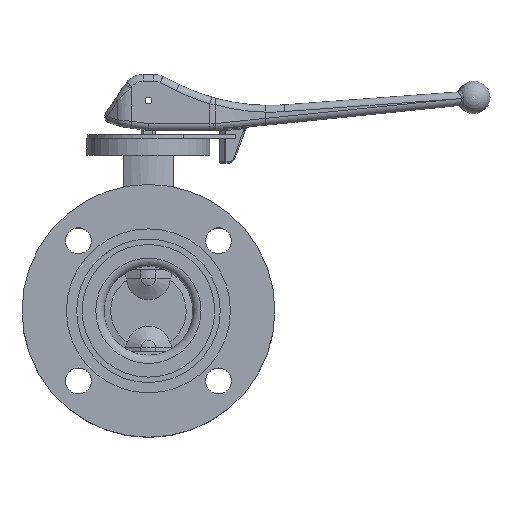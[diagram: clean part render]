
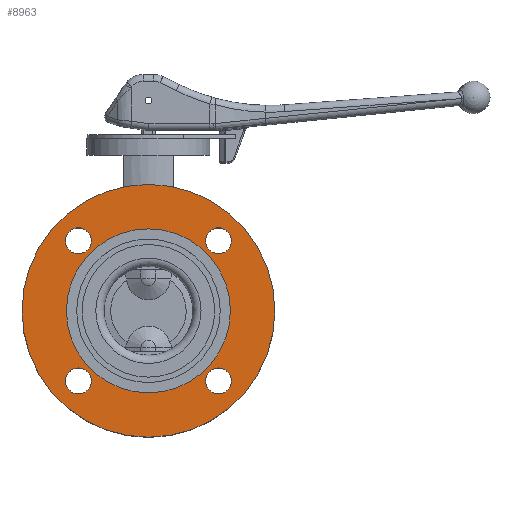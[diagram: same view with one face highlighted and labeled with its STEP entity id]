
A CAD part, top view. The second image highlights one B-rep face of the part: STEP entity #8963.
In plain terms, the highlighted planar face has unit normal (0, 0, 1).
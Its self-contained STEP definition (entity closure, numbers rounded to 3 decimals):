
#189=FACE_BOUND('',#2645,.T.);
#190=FACE_BOUND('',#2646,.T.);
#191=FACE_BOUND('',#2647,.T.);
#192=FACE_BOUND('',#2648,.T.);
#193=FACE_BOUND('',#2649,.T.);
#233=PLANE('',#9664);
#2073=FACE_OUTER_BOUND('',#2644,.T.);
#2644=EDGE_LOOP('',(#6408));
#2645=EDGE_LOOP('',(#6409));
#2646=EDGE_LOOP('',(#6410));
#2647=EDGE_LOOP('',(#6411));
#2648=EDGE_LOOP('',(#6412));
#2649=EDGE_LOOP('',(#6413));
#3387=CIRCLE('',#9481,9.5);
#3391=CIRCLE('',#9487,9.5);
#3395=CIRCLE('',#9493,9.5);
#3399=CIRCLE('',#9499,9.5);
#3415=CIRCLE('',#9522,60.);
#3416=CIRCLE('',#9524,92.5);
#3778=VERTEX_POINT('',#12809);
#3782=VERTEX_POINT('',#12821);
#3786=VERTEX_POINT('',#12833);
#3790=VERTEX_POINT('',#12845);
#3804=VERTEX_POINT('',#12887);
#3805=VERTEX_POINT('',#12891);
#4638=EDGE_CURVE('',#3778,#3778,#3387,.T.);
#4644=EDGE_CURVE('',#3782,#3782,#3391,.T.);
#4650=EDGE_CURVE('',#3786,#3786,#3395,.T.);
#4656=EDGE_CURVE('',#3790,#3790,#3399,.T.);
#4677=EDGE_CURVE('',#3804,#3804,#3415,.T.);
#4678=EDGE_CURVE('',#3805,#3805,#3416,.T.);
#6408=ORIENTED_EDGE('',*,*,#4678,.T.);
#6409=ORIENTED_EDGE('',*,*,#4638,.T.);
#6410=ORIENTED_EDGE('',*,*,#4644,.T.);
#6411=ORIENTED_EDGE('',*,*,#4650,.T.);
#6412=ORIENTED_EDGE('',*,*,#4656,.T.);
#6413=ORIENTED_EDGE('',*,*,#4677,.F.);
#8963=ADVANCED_FACE('',(#2073,#189,#190,#191,#192,#193),#233,.F.);
#9481=AXIS2_PLACEMENT_3D('',#12811,#10373,#10374);
#9487=AXIS2_PLACEMENT_3D('',#12823,#10387,#10388);
#9493=AXIS2_PLACEMENT_3D('',#12835,#10401,#10402);
#9499=AXIS2_PLACEMENT_3D('',#12847,#10415,#10416);
#9522=AXIS2_PLACEMENT_3D('',#12889,#10466,#10467);
#9524=AXIS2_PLACEMENT_3D('',#12892,#10470,#10471);
#9664=AXIS2_PLACEMENT_3D('',#15395,#10859,#10860);
#10373=DIRECTION('center_axis',(0.,0.,-1.));
#10374=DIRECTION('ref_axis',(0.,1.,0.));
#10387=DIRECTION('center_axis',(0.,0.,-1.));
#10388=DIRECTION('ref_axis',(0.,1.,0.));
#10401=DIRECTION('center_axis',(0.,0.,-1.));
#10402=DIRECTION('ref_axis',(0.,1.,0.));
#10415=DIRECTION('center_axis',(0.,0.,-1.));
#10416=DIRECTION('ref_axis',(0.,1.,0.));
#10466=DIRECTION('center_axis',(0.,0.,1.));
#10467=DIRECTION('ref_axis',(0.,-1.,0.));
#10470=DIRECTION('center_axis',(0.,0.,1.));
#10471=DIRECTION('ref_axis',(0.,-1.,0.));
#10859=DIRECTION('center_axis',(0.,0.,-1.));
#10860=DIRECTION('ref_axis',(0.,1.,0.));
#12809=CARTESIAN_POINT('',(-60.765,51.265,50.5));
#12811=CARTESIAN_POINT('Origin',(-51.265,51.265,50.5));
#12821=CARTESIAN_POINT('',(-60.765,-51.265,50.5));
#12823=CARTESIAN_POINT('Origin',(-51.265,-51.265,50.5));
#12833=CARTESIAN_POINT('',(41.765,51.265,50.5));
#12835=CARTESIAN_POINT('Origin',(51.265,51.265,50.5));
#12845=CARTESIAN_POINT('',(41.765,-51.265,50.5));
#12847=CARTESIAN_POINT('Origin',(51.265,-51.265,50.5));
#12887=CARTESIAN_POINT('',(0.,60.,50.5));
#12889=CARTESIAN_POINT('Origin',(0.,0.,50.5));
#12891=CARTESIAN_POINT('',(0.,92.5,50.5));
#12892=CARTESIAN_POINT('Origin',(0.,0.,50.5));
#15395=CARTESIAN_POINT('Origin',(0.,60.,50.5));
